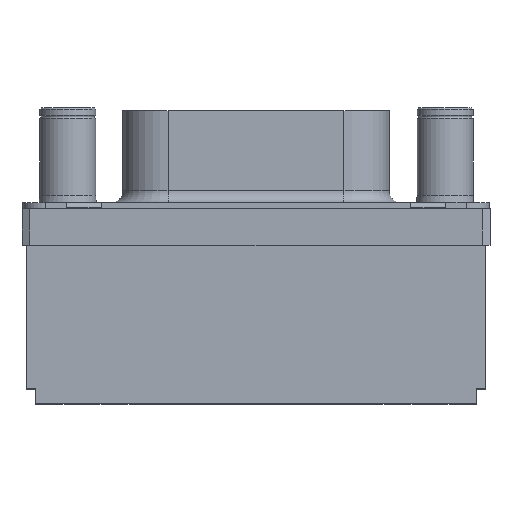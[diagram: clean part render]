
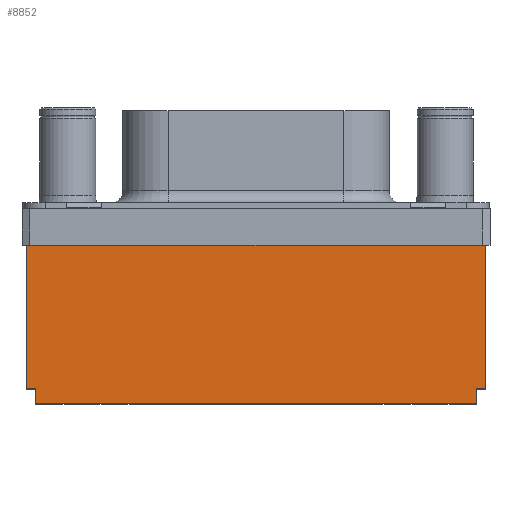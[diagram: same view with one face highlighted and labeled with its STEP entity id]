
A CAD part, top view. The second image highlights one B-rep face of the part: STEP entity #8852.
In plain terms, the highlighted planar face has unit normal (0, 0, 1).
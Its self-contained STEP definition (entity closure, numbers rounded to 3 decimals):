
#549=FACE_OUTER_BOUND('',#1084,.T.);
#1084=EDGE_LOOP('',(#6165,#6166,#6167,#6168,#6169,#6170,#6171,#6172));
#1760=LINE('',#12949,#2795);
#1860=LINE('',#13151,#2895);
#1861=LINE('',#13154,#2896);
#1862=LINE('',#13156,#2897);
#1863=LINE('',#13158,#2898);
#1864=LINE('',#13160,#2899);
#1865=LINE('',#13162,#2900);
#1866=LINE('',#13163,#2901);
#2795=VECTOR('',#10303,30.4);
#2895=VECTOR('',#10467,9.52);
#2896=VECTOR('',#10470,0.6);
#2897=VECTOR('',#10471,1.);
#2898=VECTOR('',#10472,29.2);
#2899=VECTOR('',#10473,1.);
#2900=VECTOR('',#10474,0.6);
#2901=VECTOR('',#10475,9.52);
#3821=VERTEX_POINT('',#12946);
#3822=VERTEX_POINT('',#12948);
#3892=VERTEX_POINT('',#13149);
#3893=VERTEX_POINT('',#13153);
#3894=VERTEX_POINT('',#13155);
#3895=VERTEX_POINT('',#13157);
#3896=VERTEX_POINT('',#13159);
#3897=VERTEX_POINT('',#13161);
#4697=EDGE_CURVE('',#3821,#3822,#1760,.T.);
#4799=EDGE_CURVE('',#3821,#3892,#1860,.T.);
#4800=EDGE_CURVE('',#3892,#3893,#1861,.T.);
#4801=EDGE_CURVE('',#3893,#3894,#1862,.T.);
#4802=EDGE_CURVE('',#3894,#3895,#1863,.T.);
#4803=EDGE_CURVE('',#3895,#3896,#1864,.T.);
#4804=EDGE_CURVE('',#3896,#3897,#1865,.T.);
#4805=EDGE_CURVE('',#3897,#3822,#1866,.T.);
#6165=ORIENTED_EDGE('',*,*,#4697,.F.);
#6166=ORIENTED_EDGE('',*,*,#4799,.T.);
#6167=ORIENTED_EDGE('',*,*,#4800,.T.);
#6168=ORIENTED_EDGE('',*,*,#4801,.T.);
#6169=ORIENTED_EDGE('',*,*,#4802,.T.);
#6170=ORIENTED_EDGE('',*,*,#4803,.T.);
#6171=ORIENTED_EDGE('',*,*,#4804,.T.);
#6172=ORIENTED_EDGE('',*,*,#4805,.T.);
#8450=PLANE('',#9420);
#8852=ADVANCED_FACE('',(#549),#8450,.T.);
#9420=AXIS2_PLACEMENT_3D('',#13152,#10468,#10469);
#10303=DIRECTION('',(1.,0.,0.));
#10467=DIRECTION('',(0.,-1.,0.));
#10468=DIRECTION('center_axis',(0.,0.,1.));
#10469=DIRECTION('ref_axis',(-0.009,1.,0.));
#10470=DIRECTION('',(1.,0.,0.));
#10471=DIRECTION('',(0.,-1.,0.));
#10472=DIRECTION('',(1.,0.,0.));
#10473=DIRECTION('',(0.,1.,0.));
#10474=DIRECTION('',(1.,0.,0.));
#10475=DIRECTION('',(0.,1.,0.));
#12946=CARTESIAN_POINT('',(-15.2,7.939,7.5));
#12948=CARTESIAN_POINT('',(15.2,7.939,7.5));
#12949=CARTESIAN_POINT('',(15.2,7.939,7.5));
#13149=CARTESIAN_POINT('',(-15.2,-1.581,7.5));
#13151=CARTESIAN_POINT('',(-15.2,-1.581,7.5));
#13152=CARTESIAN_POINT('Origin',(12.85,7.939,7.5));
#13153=CARTESIAN_POINT('',(-14.6,-1.581,7.5));
#13154=CARTESIAN_POINT('',(-14.6,-1.581,7.5));
#13155=CARTESIAN_POINT('',(-14.6,-2.581,7.5));
#13156=CARTESIAN_POINT('',(-14.6,-2.581,7.5));
#13157=CARTESIAN_POINT('',(14.6,-2.581,7.5));
#13158=CARTESIAN_POINT('',(14.6,-2.581,7.5));
#13159=CARTESIAN_POINT('',(14.6,-1.581,7.5));
#13160=CARTESIAN_POINT('',(14.6,-1.581,7.5));
#13161=CARTESIAN_POINT('',(15.2,-1.581,7.5));
#13162=CARTESIAN_POINT('',(15.2,-1.581,7.5));
#13163=CARTESIAN_POINT('',(15.2,7.939,7.5));
